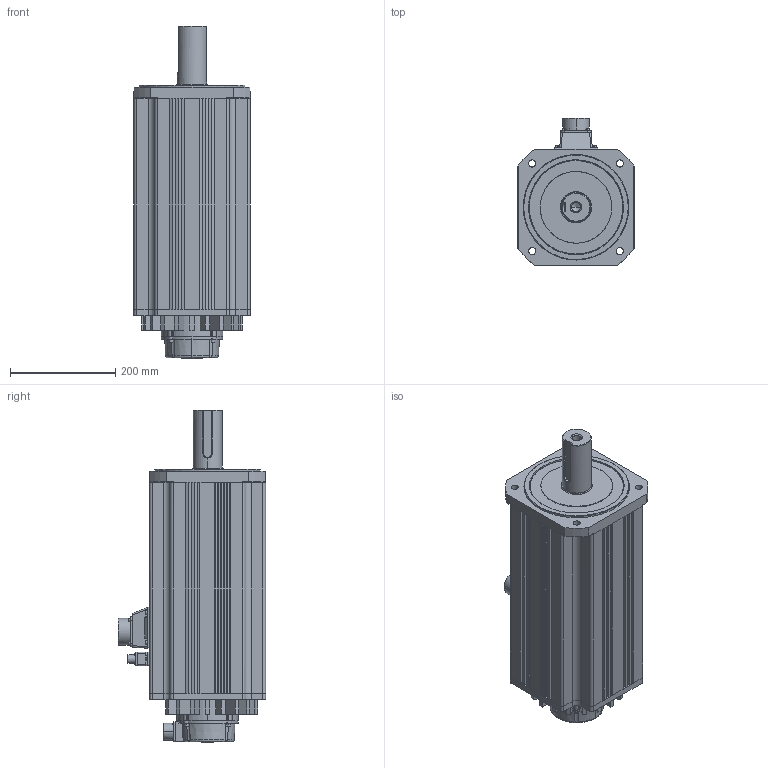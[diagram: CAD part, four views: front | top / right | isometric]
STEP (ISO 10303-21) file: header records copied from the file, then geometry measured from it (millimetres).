
FILE_DESCRIPTION (( 'STEP AP214' ), '1' );
FILE_NAME ('SV2H-2F0B 1d r1b.STEP', '2020-10-14T01:04:13', ( '' ), ( '' ), 'SwSTEP 2.0', 'SolidWorks 2017', '' );
FILE_SCHEMA (( 'AUTOMOTIVE_DESIGN' ));
Length unit declared in the file: inch
Products named in the file (1): SV2H-2F0B 1d r1b
Bounding box: 220 x 279.2 x 629.5 mm (x, y, z)
Volume: 19622807.3 mm3; surface area: 676626.9 mm2
Topology: 2 solids, 2 shells, 829 faces, 2145 edges, 1378 vertices
Faces by surface type: plane 392, cylinder 283, cone 94, bspline 52, torus 8
Entity records: 42942 total; most frequent: CARTESIAN_POINT 24971, ORIENTED_EDGE 4268, DIRECTION 2727, EDGE_CURVE 2134, VERTEX_POINT 1378, B_SPLINE_CURVE_WITH_KNOTS 1037, LINE 947, VECTOR 947
